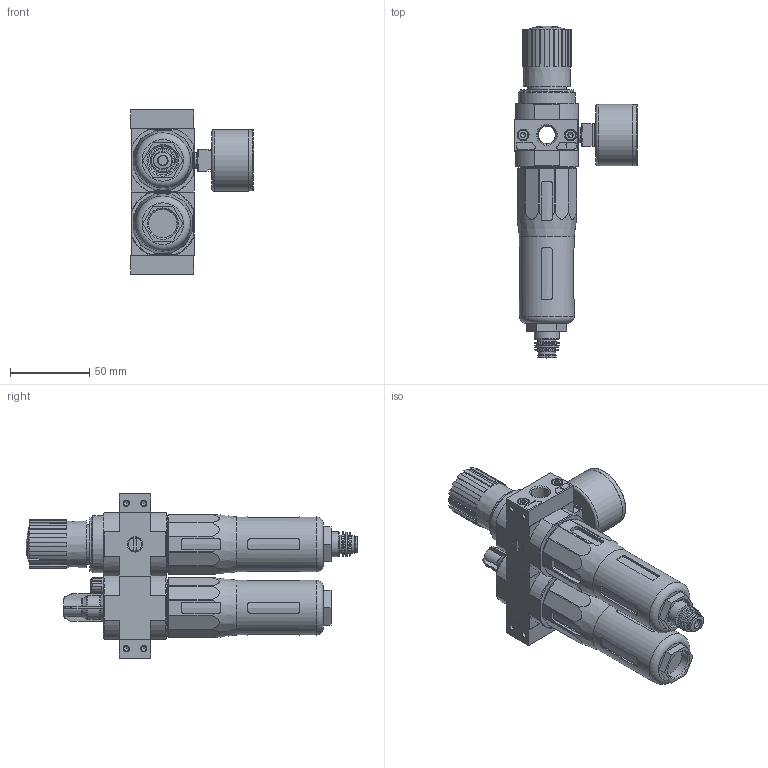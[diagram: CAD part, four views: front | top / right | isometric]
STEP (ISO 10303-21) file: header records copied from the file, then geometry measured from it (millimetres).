
FILE_DESCRIPTION(/* description */ ('STEP AP214'),/* implementation_level */ '2;1');
FILE_NAME(/* name */ '162779_FRC-1_4-D-5M-MINI-A',/* time_stamp */ '2024-08-28T16:00:01+02:00',/* author */ ('License CC BY-ND 4.0'),/* organization */ ('CADENAS'),/* preprocessor_version */ 'ST-DEVELOPER v19.3',/* originating_system */ 'PARTsolutions',/* authorisation */ ' ');
FILE_SCHEMA (('AUTOMOTIVE_DESIGN {1 0 10303 214 3 1 1}'));
Length unit declared in the file: millimetre
Products named in the file (10): 162779 FRC-1/4-D-5M-MINI-A; 380289 PBL-1/4-D-MINI-L---(1) p1; DIN-912 - M4x16(F); 380291 PBL-1/4-D-MINI-R---(0) p1; 127304 LFR-D-5M-MINI-A--(0); 8003637 PAGN-40-16-G18; 373845 LR-MINI; 526489 MS4-LFR-V; 123582 LOE-D-MINI; 355622 FRB-D-MINI
Assembly tree (13 placements, depth 2):
  162779 FRC-1/4-D-5M-MINI-A
    380289 PBL-1/4-D-MINI-L---(1) p1
    DIN-912 - M4x16(F)  x4
    380291 PBL-1/4-D-MINI-R---(0) p1
    127304 LFR-D-5M-MINI-A--(0)
    8003637 PAGN-40-16-G18
    373845 LR-MINI
    526489 MS4-LFR-V
    123582 LOE-D-MINI
    355622 FRB-D-MINI  x2
Bounding box: 77.75 x 210.02 x 104 mm (x, y, z)
Volume: 393361.8 mm3; surface area: 93296.7 mm2
Topology: 13 solids, 13 shells, 948 faces, 2444 edges, 1567 vertices
Faces by surface type: plane 496, cylinder 248, cone 144, torus 55, sphere 5
Full cylindrical faces by diameter (mm): 2.9 x2, 3.2 x1, 3.242 x10, 3.6 x1, 3.8 x1, 4 x6, 4.3 x1, 5.2 x2, 6 x3, 6.2 x1, 6.9 x1, 7 x4, 8.2 x1, 8.4 x1, 8.566 x2, 9.728 x2, 10 x1, 11 x2, 11.4 x1, 11.445 x2, 11.6 x1, 11.8 x1, 12.2 x1, 15.8 x2, 15.9 x2, 18 x2, 24.9 x1, 26.9 x1, 32.7 x1, 33.9 x1
Entity records: 31054 total; most frequent: CARTESIAN_POINT 5820, DIRECTION 4174, ORIENTED_EDGE 4144, EDGE_CURVE 2072, AXIS2_PLACEMENT_3D 1624, VERTEX_POINT 1448, FACE_BOUND 1122, EDGE_LOOP 1112
